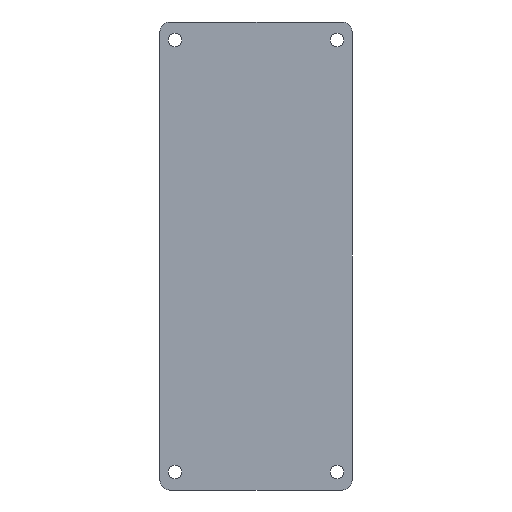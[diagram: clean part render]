
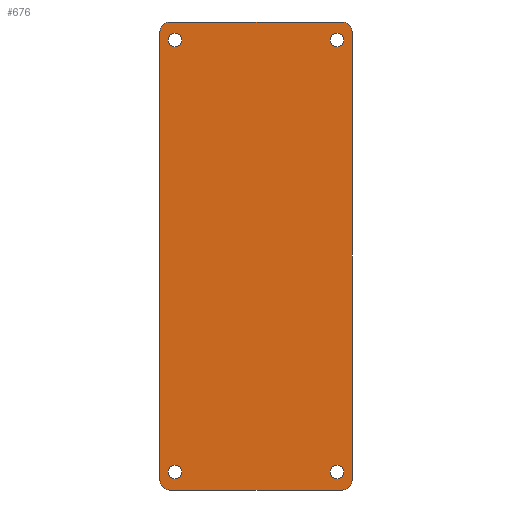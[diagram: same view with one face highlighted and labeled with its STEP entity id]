
A CAD part, front view. The second image highlights one B-rep face of the part: STEP entity #676.
In plain terms, the highlighted planar face has unit normal (0, -1, 0).
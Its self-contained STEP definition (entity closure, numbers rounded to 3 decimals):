
#20=FACE_BOUND('',#114,.T.);
#21=FACE_BOUND('',#115,.T.);
#22=FACE_BOUND('',#116,.T.);
#23=FACE_BOUND('',#117,.T.);
#38=PLANE('',#765);
#73=FACE_OUTER_BOUND('',#113,.T.);
#113=EDGE_LOOP('',(#610,#611,#612,#613,#614,#615,#616,#617));
#114=EDGE_LOOP('',(#618));
#115=EDGE_LOOP('',(#619));
#116=EDGE_LOOP('',(#620));
#117=EDGE_LOOP('',(#621));
#150=LINE('',#1100,#206);
#156=LINE('',#1115,#212);
#158=LINE('',#1121,#214);
#173=LINE('',#1168,#229);
#206=VECTOR('',#888,10.);
#212=VECTOR('',#904,10.);
#214=VECTOR('',#912,10.);
#229=VECTOR('',#971,10.);
#258=CIRCLE('',#733,1.8);
#259=CIRCLE('',#736,1.8);
#260=CIRCLE('',#738,1.8);
#261=CIRCLE('',#741,1.8);
#266=CIRCLE('',#757,1.25);
#267=CIRCLE('',#759,1.25);
#268=CIRCLE('',#761,1.25);
#269=CIRCLE('',#763,1.25);
#316=VERTEX_POINT('',#1093);
#317=VERTEX_POINT('',#1095);
#318=VERTEX_POINT('',#1099);
#319=VERTEX_POINT('',#1103);
#320=VERTEX_POINT('',#1107);
#321=VERTEX_POINT('',#1109);
#322=VERTEX_POINT('',#1113);
#323=VERTEX_POINT('',#1117);
#330=VERTEX_POINT('',#1152);
#331=VERTEX_POINT('',#1156);
#332=VERTEX_POINT('',#1160);
#333=VERTEX_POINT('',#1164);
#393=EDGE_CURVE('',#316,#317,#258,.T.);
#395=EDGE_CURVE('',#318,#317,#150,.T.);
#397=EDGE_CURVE('',#318,#319,#259,.T.);
#400=EDGE_CURVE('',#320,#321,#260,.T.);
#403=EDGE_CURVE('',#320,#322,#156,.T.);
#405=EDGE_CURVE('',#323,#322,#261,.T.);
#406=EDGE_CURVE('',#323,#319,#158,.T.);
#421=EDGE_CURVE('',#330,#330,#266,.T.);
#423=EDGE_CURVE('',#331,#331,#267,.T.);
#425=EDGE_CURVE('',#332,#332,#268,.T.);
#427=EDGE_CURVE('',#333,#333,#269,.T.);
#429=EDGE_CURVE('',#316,#321,#173,.T.);
#610=ORIENTED_EDGE('',*,*,#393,.F.);
#611=ORIENTED_EDGE('',*,*,#429,.T.);
#612=ORIENTED_EDGE('',*,*,#400,.F.);
#613=ORIENTED_EDGE('',*,*,#403,.T.);
#614=ORIENTED_EDGE('',*,*,#405,.F.);
#615=ORIENTED_EDGE('',*,*,#406,.T.);
#616=ORIENTED_EDGE('',*,*,#397,.F.);
#617=ORIENTED_EDGE('',*,*,#395,.T.);
#618=ORIENTED_EDGE('',*,*,#427,.T.);
#619=ORIENTED_EDGE('',*,*,#425,.T.);
#620=ORIENTED_EDGE('',*,*,#423,.T.);
#621=ORIENTED_EDGE('',*,*,#421,.T.);
#676=ADVANCED_FACE('',(#73,#20,#21,#22,#23),#38,.F.);
#733=AXIS2_PLACEMENT_3D('',#1096,#883,#884);
#736=AXIS2_PLACEMENT_3D('',#1104,#892,#893);
#738=AXIS2_PLACEMENT_3D('',#1110,#898,#899);
#741=AXIS2_PLACEMENT_3D('',#1119,#908,#909);
#757=AXIS2_PLACEMENT_3D('',#1153,#951,#952);
#759=AXIS2_PLACEMENT_3D('',#1157,#956,#957);
#761=AXIS2_PLACEMENT_3D('',#1161,#961,#962);
#763=AXIS2_PLACEMENT_3D('',#1165,#966,#967);
#765=AXIS2_PLACEMENT_3D('',#1169,#972,#973);
#883=DIRECTION('center_axis',(0.,1.,0.));
#884=DIRECTION('ref_axis',(0.707,0.,-0.707));
#888=DIRECTION('',(1.,0.,0.));
#892=DIRECTION('center_axis',(0.,1.,0.));
#893=DIRECTION('ref_axis',(-0.707,0.,-0.707));
#898=DIRECTION('center_axis',(0.,1.,0.));
#899=DIRECTION('ref_axis',(0.707,0.,0.707));
#904=DIRECTION('',(-1.,0.,0.));
#908=DIRECTION('center_axis',(0.,1.,0.));
#909=DIRECTION('ref_axis',(-0.707,0.,0.707));
#912=DIRECTION('',(0.,0.,-1.));
#951=DIRECTION('center_axis',(0.,1.,0.));
#952=DIRECTION('ref_axis',(1.,0.,0.));
#956=DIRECTION('center_axis',(0.,1.,0.));
#957=DIRECTION('ref_axis',(1.,0.,0.));
#961=DIRECTION('center_axis',(0.,1.,0.));
#962=DIRECTION('ref_axis',(1.,0.,0.));
#966=DIRECTION('center_axis',(0.,1.,0.));
#967=DIRECTION('ref_axis',(1.,0.,0.));
#971=DIRECTION('',(0.,0.,1.));
#972=DIRECTION('center_axis',(0.,1.,0.));
#973=DIRECTION('ref_axis',(1.,0.,0.));
#1093=CARTESIAN_POINT('',(17.655,-37.,-41.23));
#1095=CARTESIAN_POINT('',(15.855,-37.,-43.03));
#1096=CARTESIAN_POINT('Origin',(15.855,-37.,-41.23));
#1099=CARTESIAN_POINT('',(-15.855,-37.,-43.03));
#1100=CARTESIAN_POINT('',(17.655,-37.,-43.03));
#1103=CARTESIAN_POINT('',(-17.655,-37.,-41.23));
#1104=CARTESIAN_POINT('Origin',(-15.855,-37.,-41.23));
#1107=CARTESIAN_POINT('',(15.855,-37.,43.03));
#1109=CARTESIAN_POINT('',(17.655,-37.,41.23));
#1110=CARTESIAN_POINT('Origin',(15.855,-37.,41.23));
#1113=CARTESIAN_POINT('',(-15.855,-37.,43.03));
#1115=CARTESIAN_POINT('',(-17.655,-37.,43.03));
#1117=CARTESIAN_POINT('',(-17.655,-37.,41.23));
#1119=CARTESIAN_POINT('Origin',(-15.855,-37.,41.23));
#1121=CARTESIAN_POINT('',(-17.655,-37.,-35.03));
#1152=CARTESIAN_POINT('',(-16.13,-37.,39.74));
#1153=CARTESIAN_POINT('Origin',(-14.88,-37.,39.74));
#1156=CARTESIAN_POINT('',(13.63,-37.,-39.74));
#1157=CARTESIAN_POINT('Origin',(14.88,-37.,-39.74));
#1160=CARTESIAN_POINT('',(13.63,-37.,39.74));
#1161=CARTESIAN_POINT('Origin',(14.88,-37.,39.74));
#1164=CARTESIAN_POINT('',(-16.13,-37.,-39.74));
#1165=CARTESIAN_POINT('Origin',(-14.88,-37.,-39.74));
#1168=CARTESIAN_POINT('',(17.655,-37.,35.03));
#1169=CARTESIAN_POINT('Origin',(0.,-37.,0.));
